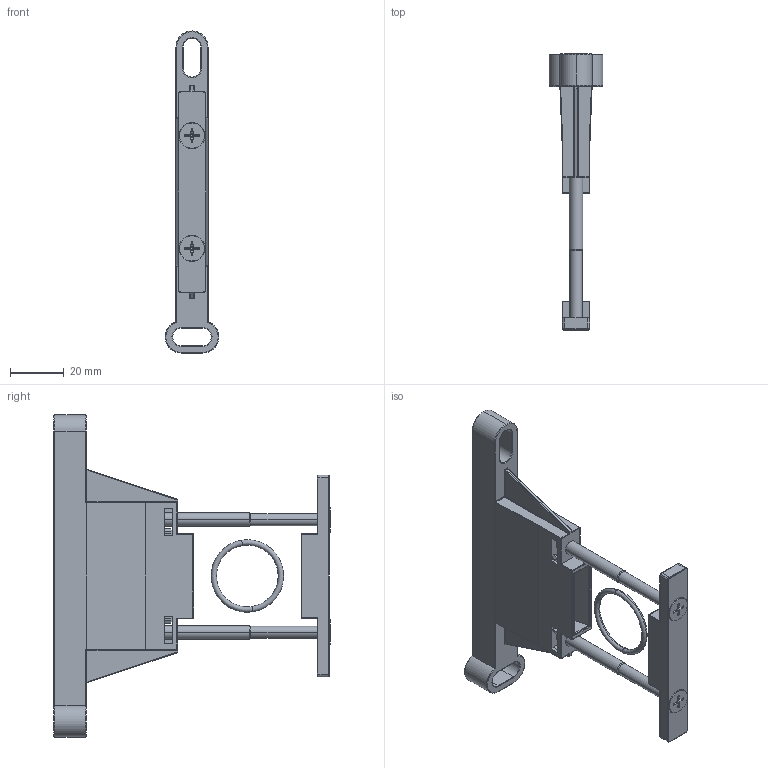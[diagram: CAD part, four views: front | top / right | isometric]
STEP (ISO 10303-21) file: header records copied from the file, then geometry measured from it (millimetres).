
FILE_DESCRIPTION(('STEP AP214'),'1');
FILE_NAME('kit_kop-2w.stp','2014-11-14T10:02:36',('TraceParts'),('TraceParts S.A.'),'XStep 1.0',' ',' ');
FILE_SCHEMA(('automotive_design'));
Length unit declared in the file: millimetre
Products named in the file (5): 10009595_1|DIN 3771 23 x 2 - N - NBR 70:1;DIN 3771 23 x 2 - N - NBR 70; 10009595_1|10008086:2;10008086; 10009595_1|10008088:1;10008088; 10009595_1|ISO 7046-1  H  M5 x 68 - 4.8 - H:1;ISO 7046-1  H  M5 x 68 - 4.8 - H; 10009595_1|ISO 7046-1  H  M5 x 68 - 4.8 - H:2;ISO 7046-1  H  M5 x 68 - 4.8 - H
Bounding box: 20 x 102.8 x 120 mm (x, y, z)
Volume: 27431 mm3; surface area: 25086.8 mm2
Topology: 5 solids, 5 shells, 1445 faces, 3773 edges, 2373 vertices
Faces by surface type: bspline 450, plane 446, cylinder 425, torus 69, cone 40, sphere 15
Entity records: 99024 total; most frequent: CARTESIAN_POINT 23983, STYLED_ITEM 7549, PRESENTATION_STYLE_ASSIGNMENT 7549, COLOUR_RGB 7549, ORIENTED_EDGE 7452, DIRECTION 5848, EDGE_CURVE 3726, CURVE_STYLE 3726
